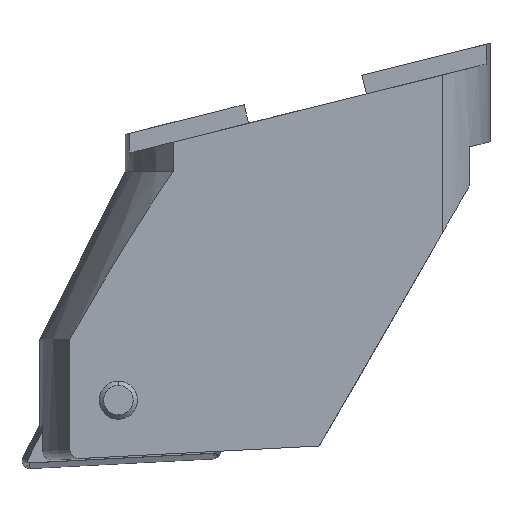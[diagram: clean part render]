
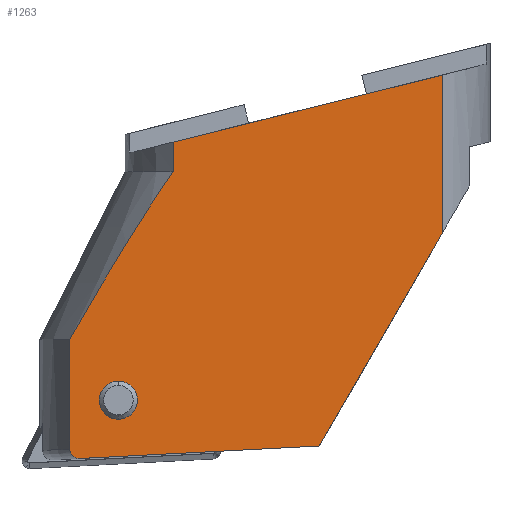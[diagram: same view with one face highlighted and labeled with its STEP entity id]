
A CAD part, front view. The second image highlights one B-rep face of the part: STEP entity #1263.
In plain terms, the highlighted planar face has unit normal (0, -1, 0).
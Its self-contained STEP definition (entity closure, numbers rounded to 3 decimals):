
#831=EDGE_CURVE('NONE',#1551,#1769,#2325,.F.);
#975=EDGE_CURVE('NONE',#1769,#1551,#2488,.T.);
#1073=EDGE_CURVE('NONE',#1599,#2147,#2594,.F.);
#1217=EDGE_CURVE('NONE',#1223,#1481,#2755,.T.);
#1223=VERTEX_POINT('NONE',#2763);
#1263=ADVANCED_FACE('NONE',(#2806,#2807),#2808,.F.);
#1277=VERTEX_POINT('NONE',#2824);
#1465=EDGE_CURVE('NONE',#1223,#1599,#3038,.F.);
#1481=VERTEX_POINT('NONE',#3055);
#1525=VERTEX_POINT('NONE',#3103);
#1551=VERTEX_POINT('NONE',#3130);
#1599=VERTEX_POINT('NONE',#3182);
#1633=EDGE_CURVE('NONE',#2147,#1525,#3216,.F.);
#1759=EDGE_CURVE('NONE',#1277,#1481,#3353,.T.);
#1769=VERTEX_POINT('NONE',#3363);
#1773=EDGE_CURVE('NONE',#1525,#1947,#3367,.F.);
#1859=EDGE_CURVE('NONE',#1947,#2225,#3459,.F.);
#1861=EDGE_CURVE('NONE',#2225,#1277,#3461,.F.);
#1947=VERTEX_POINT('NONE',#3558);
#2147=VERTEX_POINT('NONE',#3779);
#2225=VERTEX_POINT('NONE',#3865);
#2325=CIRCLE('',#3983,1.0);
#2488=CIRCLE('',#4200,1.0);
#2594=(B_SPLINE_CURVE(2,(#4342,#4343,#4344),.UNSPECIFIED.,.F.,.F.)B_SPLINE_CURVE_WITH_KNOTS((3,3),(1.075,11.237),.UNSPECIFIED.)RATIONAL_B_SPLINE_CURVE((1.007,1.038,1.013))BOUNDED_CURVE()REPRESENTATION_ITEM('')GEOMETRIC_REPRESENTATION_ITEM()CURVE());
#2755=LINE('',#4557,#4558);
#2763=CARTESIAN_POINT('',(-7.043,-6.45,-5.168));
#2806=FACE_OUTER_BOUND('',#4626,.T.);
#2807=FACE_BOUND('',#4627,.T.);
#2808=PLANE('',#4628);
#2824=CARTESIAN_POINT('',(7.043,-6.45,-9.946));
#3038=LINE('',#5327,#5328);
#3055=CARTESIAN_POINT('',(7.043,-6.45,-1.656));
#3103=CARTESIAN_POINT('',(-12.459,-6.45,-21.239));
#3130=CARTESIAN_POINT('',(-8.91,-6.45,-18.628));
#3182=CARTESIAN_POINT('',(-7.043,-6.45,-6.708));
#3216=LINE('',#5570,#5571);
#3353=LINE('',#5746,#5747);
#3363=CARTESIAN_POINT('',(-10.907,-6.45,-18.733));
#3367=B_SPLINE_CURVE_WITH_KNOTS('',3,(#5768,#5769,#5770,#5771,#5772,#5773,#5774,#5775,#5776,#5777,#5778,#5779,#5780),.UNSPECIFIED.,.F.,.F.,(4,3,3,3,4),(0.0,0.5,0.777,0.957,1.0),.UNSPECIFIED.);
#3459=LINE('',#5908,#5909);
#3461=LINE('',#5912,#5913);
#3558=CARTESIAN_POINT('',(-11.867,-6.45,-21.732));
#3779=CARTESIAN_POINT('',(-12.459,-6.45,-15.5));
#3865=CARTESIAN_POINT('',(0.616,-6.45,-21.078));
#3983=AXIS2_PLACEMENT_3D('',#6559,#6560,#6561);
#4200=AXIS2_PLACEMENT_3D('',#6777,#6778,#6779);
#4342=CARTESIAN_POINT('',(-12.459,-6.45,-15.5));
#4343=CARTESIAN_POINT('',(-9.237,-6.45,-9.883));
#4344=CARTESIAN_POINT('',(-7.043,-6.45,-6.708));
#4557=CARTESIAN_POINT('',(-20.149,-6.45,-8.435));
#4558=VECTOR('',#7099,1.0);
#4626=EDGE_LOOP('',(#7181,#7182,#7183,#7184,#7185,#7186,#7187,#7188));
#4627=EDGE_LOOP('',(#7189,#7190));
#4628=AXIS2_PLACEMENT_3D('',#7191,#7192,#7193);
#5327=CARTESIAN_POINT('',(-7.043,-6.45,0.68));
#5328=VECTOR('',#7496,1.0);
#5570=CARTESIAN_POINT('',(-12.459,-6.45,0.68));
#5571=VECTOR('',#7663,1.0);
#5746=CARTESIAN_POINT('',(7.043,-6.45,0.544));
#5747=VECTOR('',#7822,1.0);
#5768=CARTESIAN_POINT('',(-11.867,-6.45,-21.732));
#5769=CARTESIAN_POINT('',(-12.011,-6.45,-21.739));
#5770=CARTESIAN_POINT('',(-12.158,-6.45,-21.698));
#5771=CARTESIAN_POINT('',(-12.271,-6.45,-21.61));
#5772=CARTESIAN_POINT('',(-12.334,-6.45,-21.561));
#5773=CARTESIAN_POINT('',(-12.386,-6.45,-21.497));
#5774=CARTESIAN_POINT('',(-12.419,-6.45,-21.425));
#5775=CARTESIAN_POINT('',(-12.44,-6.45,-21.378));
#5776=CARTESIAN_POINT('',(-12.453,-6.45,-21.328));
#5777=CARTESIAN_POINT('',(-12.458,-6.45,-21.276));
#5778=CARTESIAN_POINT('',(-12.459,-6.45,-21.264));
#5779=CARTESIAN_POINT('',(-12.459,-6.45,-21.251));
#5780=CARTESIAN_POINT('',(-12.459,-6.45,-21.239));
#5908=CARTESIAN_POINT('',(-17.482,-6.45,-22.026));
#5909=VECTOR('',#7928,1.0);
#5912=CARTESIAN_POINT('',(0.592,-6.45,-21.118));
#5913=VECTOR('',#7929,1.0);
#6559=CARTESIAN_POINT('',(-9.908,-6.45,-18.68));
#6560=DIRECTION('',(0.,-1.0,0.));
#6561=DIRECTION('',(-0.999,0.,-0.052));
#6777=CARTESIAN_POINT('',(-9.908,-6.45,-18.68));
#6778=DIRECTION('',(0.,1.0,0.));
#6779=DIRECTION('',(-0.999,0.,-0.052));
#7099=DIRECTION('',(0.97,0.,0.242));
#7181=ORIENTED_EDGE('',*,*,#1633,.T.);
#7182=ORIENTED_EDGE('',*,*,#1773,.T.);
#7183=ORIENTED_EDGE('',*,*,#1859,.T.);
#7184=ORIENTED_EDGE('',*,*,#1861,.T.);
#7185=ORIENTED_EDGE('',*,*,#1759,.T.);
#7186=ORIENTED_EDGE('',*,*,#1217,.F.);
#7187=ORIENTED_EDGE('',*,*,#1465,.T.);
#7188=ORIENTED_EDGE('',*,*,#1073,.T.);
#7189=ORIENTED_EDGE('',*,*,#975,.T.);
#7190=ORIENTED_EDGE('',*,*,#831,.T.);
#7191=CARTESIAN_POINT('',(-18.523,-6.45,-31.0));
#7192=DIRECTION('',(0.,1.0,0.));
#7193=DIRECTION('',(1.0,0.,0.));
#7496=DIRECTION('',(0.,-0.0,1.0));
#7663=DIRECTION('',(0.,-0.0,1.0));
#7822=DIRECTION('',(0.,-0.0,1.0));
#7928=DIRECTION('',(-0.999,0.,-0.052));
#7929=DIRECTION('',(-0.5,0.,-0.866));
